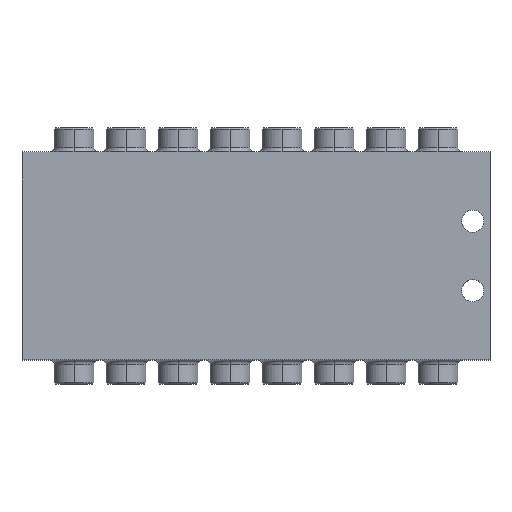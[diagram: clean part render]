
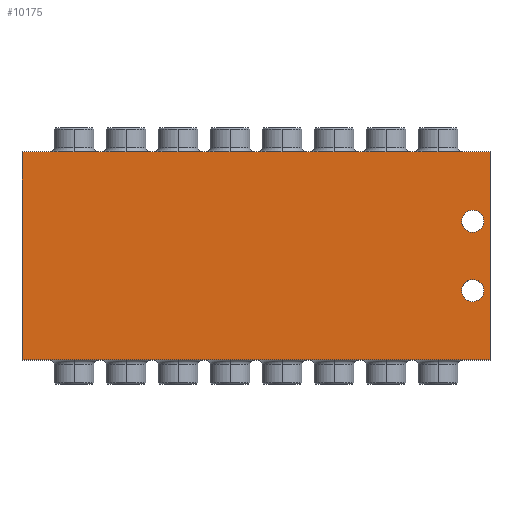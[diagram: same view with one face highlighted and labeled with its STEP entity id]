
A CAD part, top view. The second image highlights one B-rep face of the part: STEP entity #10175.
In plain terms, the highlighted planar face has unit normal (0, 0, 1).
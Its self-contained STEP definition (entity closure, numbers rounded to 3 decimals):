
#71 = CARTESIAN_POINT ( 'NONE',  ( 65.7, -10., 30. ) ) ;
#176 = DIRECTION ( 'NONE',  ( 0., -1., 0. ) ) ;
#225 = DIRECTION ( 'NONE',  ( 1., 0., 0. ) ) ;
#508 = CIRCLE ( 'NONE', #10165, 3.2 ) ;
#544 = VECTOR ( 'NONE', #6218, 1000. ) ;
#548 = ORIENTED_EDGE ( 'NONE', *, *, #7042, .T. ) ;
#642 = CARTESIAN_POINT ( 'NONE',  ( 62.5, -10., 30. ) ) ;
#1375 = CARTESIAN_POINT ( 'NONE',  ( 67.5, 30., 30. ) ) ;
#1518 = CARTESIAN_POINT ( 'NONE',  ( -67.5, -30., 30. ) ) ;
#1539 = CARTESIAN_POINT ( 'NONE',  ( 65.7, 10., 30. ) ) ;
#1752 = CARTESIAN_POINT ( 'NONE',  ( 59.3, 10., 30. ) ) ;
#1787 = DIRECTION ( 'NONE',  ( 0., 0., 1. ) ) ;
#1887 = CARTESIAN_POINT ( 'NONE',  ( 62.5, -10., 30. ) ) ;
#1922 = CARTESIAN_POINT ( 'NONE',  ( 67.5, -30., 30. ) ) ;
#2127 = FACE_OUTER_BOUND ( 'NONE', #4461, .T. ) ;
#2400 = EDGE_CURVE ( 'NONE', #9907, #9048, #9548, .T. ) ;
#2561 = VECTOR ( 'NONE', #176, 1000. ) ;
#2740 = FACE_BOUND ( 'NONE', #5779, .T. ) ;
#2845 = DIRECTION ( 'NONE',  ( 1., 0., 0. ) ) ;
#2976 = DIRECTION ( 'NONE',  ( 0., 0., 1. ) ) ;
#3117 = DIRECTION ( 'NONE',  ( 1., 0., 0. ) ) ;
#3286 = CARTESIAN_POINT ( 'NONE',  ( -67.5, -30., 30. ) ) ;
#3692 = CARTESIAN_POINT ( 'NONE',  ( 59.3, -10., 30. ) ) ;
#3808 = VECTOR ( 'NONE', #10135, 1000. ) ;
#3830 = ORIENTED_EDGE ( 'NONE', *, *, #5965, .T. ) ;
#3856 = CIRCLE ( 'NONE', #7676, 3.2 ) ;
#3916 = VECTOR ( 'NONE', #4738, 1000. ) ;
#3997 = DIRECTION ( 'NONE',  ( 0., 0., 1. ) ) ;
#4092 = CARTESIAN_POINT ( 'NONE',  ( -67.5, -30., 30. ) ) ;
#4375 = DIRECTION ( 'NONE',  ( 0., 0., 1. ) ) ;
#4461 = EDGE_LOOP ( 'NONE', ( #5470, #548, #9799, #3830 ) ) ;
#4672 = ORIENTED_EDGE ( 'NONE', *, *, #5845, .F. ) ;
#4738 = DIRECTION ( 'NONE',  ( -1., 0., 0. ) ) ;
#4793 = CIRCLE ( 'NONE', #6627, 3.2 ) ;
#5188 = VERTEX_POINT ( 'NONE', #5379 ) ;
#5379 = CARTESIAN_POINT ( 'NONE',  ( 67.5, 30., 30. ) ) ;
#5396 = CIRCLE ( 'NONE', #8628, 3.2 ) ;
#5470 = ORIENTED_EDGE ( 'NONE', *, *, #2400, .T. ) ;
#5575 = FACE_BOUND ( 'NONE', #9422, .T. ) ;
#5688 = ORIENTED_EDGE ( 'NONE', *, *, #10314, .F. ) ;
#5779 = EDGE_LOOP ( 'NONE', ( #7518, #5688 ) ) ;
#5845 = EDGE_CURVE ( 'NONE', #9815, #7190, #4793, .T. ) ;
#5921 = LINE ( 'NONE', #1375, #3808 ) ;
#5965 = EDGE_CURVE ( 'NONE', #5188, #9907, #8289, .T. ) ;
#6122 = DIRECTION ( 'NONE',  ( 1., 0., 0. ) ) ;
#6135 = CARTESIAN_POINT ( 'NONE',  ( -67.5, 30., 30. ) ) ;
#6158 = VERTEX_POINT ( 'NONE', #1922 ) ;
#6169 = EDGE_CURVE ( 'NONE', #7190, #9815, #5396, .T. ) ;
#6218 = DIRECTION ( 'NONE',  ( 1., 0., 0. ) ) ;
#6389 = LINE ( 'NONE', #1518, #544 ) ;
#6537 = DIRECTION ( 'NONE',  ( 0., 0., 1. ) ) ;
#6627 = AXIS2_PLACEMENT_3D ( 'NONE', #642, #2976, #6122 ) ;
#7031 = ORIENTED_EDGE ( 'NONE', *, *, #6169, .F. ) ;
#7042 = EDGE_CURVE ( 'NONE', #9048, #6158, #6389, .T. ) ;
#7190 = VERTEX_POINT ( 'NONE', #71 ) ;
#7376 = VERTEX_POINT ( 'NONE', #1752 ) ;
#7468 = DIRECTION ( 'NONE',  ( 1., 0., 0. ) ) ;
#7518 = ORIENTED_EDGE ( 'NONE', *, *, #9932, .F. ) ;
#7676 = AXIS2_PLACEMENT_3D ( 'NONE', #7934, #3997, #3117 ) ;
#7934 = CARTESIAN_POINT ( 'NONE',  ( 62.5, 10., 30. ) ) ;
#8232 = CARTESIAN_POINT ( 'NONE',  ( -67.5, 30., 30. ) ) ;
#8289 = LINE ( 'NONE', #8815, #3916 ) ;
#8423 = EDGE_CURVE ( 'NONE', #6158, #5188, #5921, .T. ) ;
#8569 = VERTEX_POINT ( 'NONE', #1539 ) ;
#8628 = AXIS2_PLACEMENT_3D ( 'NONE', #1887, #1787, #7468 ) ;
#8815 = CARTESIAN_POINT ( 'NONE',  ( -67.5, 30., 30. ) ) ;
#8827 = PLANE ( 'NONE',  #10341 ) ;
#9048 = VERTEX_POINT ( 'NONE', #4092 ) ;
#9159 = CARTESIAN_POINT ( 'NONE',  ( 62.5, 10., 30. ) ) ;
#9422 = EDGE_LOOP ( 'NONE', ( #7031, #4672 ) ) ;
#9548 = LINE ( 'NONE', #8232, #2561 ) ;
#9799 = ORIENTED_EDGE ( 'NONE', *, *, #8423, .T. ) ;
#9815 = VERTEX_POINT ( 'NONE', #3692 ) ;
#9907 = VERTEX_POINT ( 'NONE', #6135 ) ;
#9932 = EDGE_CURVE ( 'NONE', #8569, #7376, #3856, .T. ) ;
#10135 = DIRECTION ( 'NONE',  ( 0., 1., 0. ) ) ;
#10165 = AXIS2_PLACEMENT_3D ( 'NONE', #9159, #4375, #2845 ) ;
#10175 = ADVANCED_FACE ( 'NONE', ( #5575, #2740, #2127 ), #8827, .T. ) ;
#10314 = EDGE_CURVE ( 'NONE', #7376, #8569, #508, .T. ) ;
#10341 = AXIS2_PLACEMENT_3D ( 'NONE', #3286, #6537, #225 ) ;
